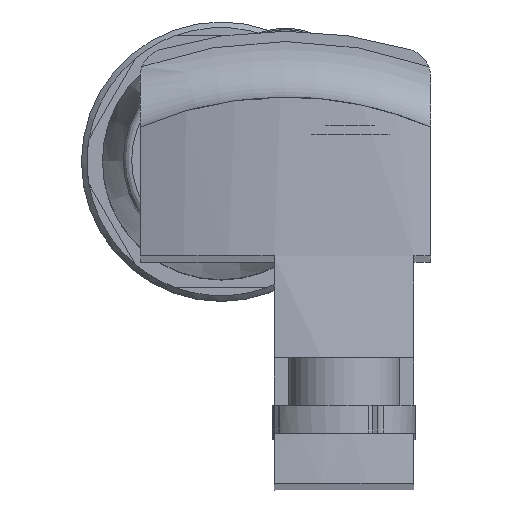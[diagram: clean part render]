
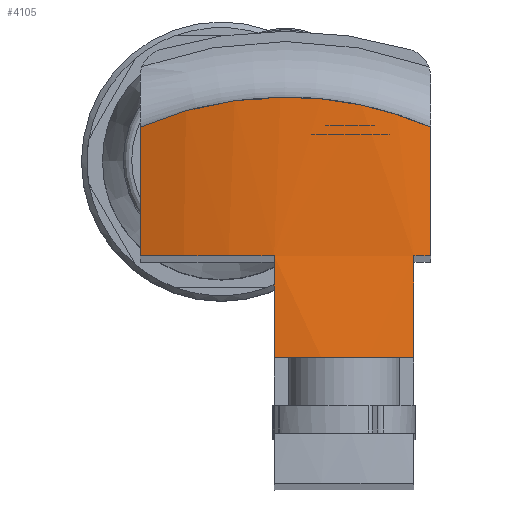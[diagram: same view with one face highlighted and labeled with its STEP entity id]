
A CAD part, top view. The second image highlights one B-rep face of the part: STEP entity #4105.
In plain terms, the highlighted cylindrical face has radius 15 mm (diameter 30 mm), a partial arc.
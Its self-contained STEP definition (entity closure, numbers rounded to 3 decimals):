
#164=B_SPLINE_CURVE_WITH_KNOTS('',3,(#5930,#5931,#5932,#5933,#5934,#5935),
 .UNSPECIFIED.,.F.,.F.,(4,1,1,4),(-0.005,-0.003,
0.,0.005),.UNSPECIFIED.);
#224=LINE('',#5874,#423);
#236=LINE('',#5901,#435);
#239=LINE('',#5906,#438);
#247=LINE('',#5924,#446);
#423=VECTOR('',#4849,1000.);
#435=VECTOR('',#4863,1000.);
#438=VECTOR('',#4868,1000.);
#446=VECTOR('',#4878,1000.);
#776=ORIENTED_EDGE('',*,*,#1495,.T.);
#777=ORIENTED_EDGE('',*,*,#1481,.F.);
#778=ORIENTED_EDGE('',*,*,#1461,.F.);
#779=ORIENTED_EDGE('',*,*,#1490,.F.);
#780=ORIENTED_EDGE('',*,*,#1493,.F.);
#781=ORIENTED_EDGE('',*,*,#1465,.F.);
#782=ORIENTED_EDGE('',*,*,#1455,.F.);
#783=ORIENTED_EDGE('',*,*,#1478,.F.);
#1455=EDGE_CURVE('',#1831,#1830,#2053,.F.);
#1461=EDGE_CURVE('',#1835,#1834,#2055,.F.);
#1465=EDGE_CURVE('',#1830,#1836,#224,.F.);
#1478=EDGE_CURVE('',#1844,#1831,#236,.F.);
#1481=EDGE_CURVE('',#1834,#1846,#239,.T.);
#1490=EDGE_CURVE('',#1849,#1835,#247,.T.);
#1493=EDGE_CURVE('',#1836,#1849,#164,.T.);
#1495=EDGE_CURVE('',#1844,#1846,#2059,.T.);
#1830=VERTEX_POINT('',#5853);
#1831=VERTEX_POINT('',#5855);
#1834=VERTEX_POINT('',#5865);
#1835=VERTEX_POINT('',#5867);
#1836=VERTEX_POINT('',#5875);
#1844=VERTEX_POINT('',#5900);
#1846=VERTEX_POINT('',#5907);
#1849=VERTEX_POINT('',#5923);
#2053=CIRCLE('',#4343,15.);
#2055=CIRCLE('',#4347,15.);
#2059=CIRCLE('',#4360,15.);
#2211=EDGE_LOOP('',(#776,#777,#778,#779,#780,#781,#782,#783));
#2465=FACE_BOUND('',#2211,.T.);
#2696=CYLINDRICAL_SURFACE('',#4359,15.);
#4105=ADVANCED_FACE('',(#2465),#2696,.T.);
#4343=AXIS2_PLACEMENT_3D('',#5856,#4827,#4828);
#4347=AXIS2_PLACEMENT_3D('',#5868,#4839,#4840);
#4359=AXIS2_PLACEMENT_3D('',#5948,#4889,#4890);
#4360=AXIS2_PLACEMENT_3D('',#5949,#4891,#4892);
#4827=DIRECTION('',(0.,1.,0.));
#4828=DIRECTION('',(0.,0.,1.));
#4839=DIRECTION('',(0.,1.,0.));
#4840=DIRECTION('',(-1.,0.,0.));
#4849=DIRECTION('',(0.,-1.,0.));
#4863=DIRECTION('',(0.,-1.,0.));
#4868=DIRECTION('',(0.,-1.,0.));
#4878=DIRECTION('',(0.,-1.,0.));
#4889=DIRECTION('',(0.,-1.,0.));
#4890=DIRECTION('',(0.,0.,-1.));
#4891=DIRECTION('',(0.,1.,0.));
#4892=DIRECTION('',(0.,0.,1.));
#5853=CARTESIAN_POINT('',(-5.2,8.15,135.07));
#5855=CARTESIAN_POINT('',(-0.4,8.15,135.995));
#5856=CARTESIAN_POINT('',(0.,8.15,121.));
#5865=CARTESIAN_POINT('',(4.6,8.15,135.277));
#5867=CARTESIAN_POINT('',(5.2,8.15,135.07));
#5868=CARTESIAN_POINT('',(0.,8.15,121.));
#5874=CARTESIAN_POINT('',(-5.2,20.,135.07));
#5875=CARTESIAN_POINT('',(-5.2,12.756,135.07));
#5900=CARTESIAN_POINT('',(-0.4,4.5,135.995));
#5901=CARTESIAN_POINT('',(-0.4,20.,135.995));
#5906=CARTESIAN_POINT('',(4.6,20.,135.277));
#5907=CARTESIAN_POINT('',(4.6,4.5,135.277));
#5923=CARTESIAN_POINT('',(5.2,12.756,135.07));
#5924=CARTESIAN_POINT('',(5.2,20.,135.07));
#5930=CARTESIAN_POINT('',(-5.2,12.756,135.07));
#5931=CARTESIAN_POINT('',(-4.405,13.099,135.364));
#5932=CARTESIAN_POINT('',(-2.744,13.634,135.828));
#5933=CARTESIAN_POINT('',(0.928,14.025,136.172));
#5934=CARTESIAN_POINT('',(3.609,13.442,135.658));
#5935=CARTESIAN_POINT('',(5.2,12.756,135.07));
#5948=CARTESIAN_POINT('',(0.,20.,121.));
#5949=CARTESIAN_POINT('',(0.,4.5,121.));
